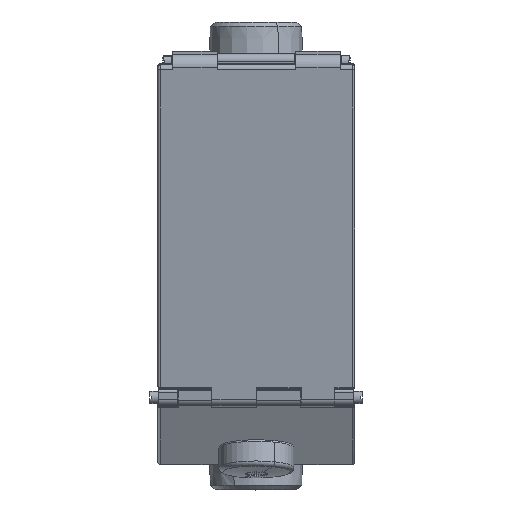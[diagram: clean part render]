
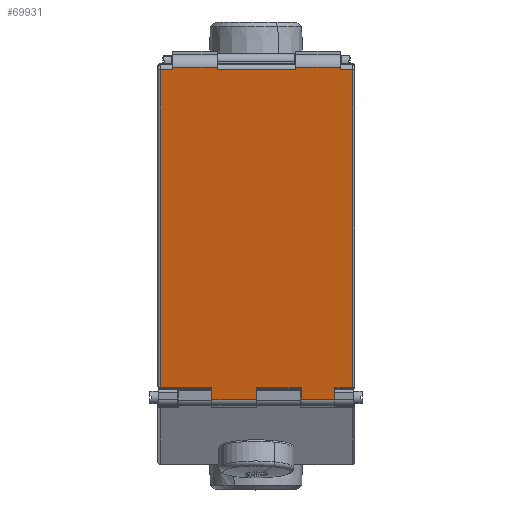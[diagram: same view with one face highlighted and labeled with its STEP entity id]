
A CAD part, top view. The second image highlights one B-rep face of the part: STEP entity #69931.
In plain terms, the highlighted planar face has unit normal (0, 0.174, -0.985).
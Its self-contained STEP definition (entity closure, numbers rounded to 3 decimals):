
#69747=CARTESIAN_POINT('Line Origine',(-27.3,83.84,253.55)) ;
#69751=CARTESIAN_POINT('Vertex',(-17.3,83.84,253.55)) ;
#69753=CARTESIAN_POINT('Vertex',(-37.3,83.84,253.55)) ;
#69773=CARTESIAN_POINT('Axis2P3D Location',(0.2,-56.232,228.852)) ;
#69778=CARTESIAN_POINT('Line Origine',(-31.25,-59.216,228.325)) ;
#69782=CARTESIAN_POINT('Vertex',(-42.8,-59.216,228.325)) ;
#69784=CARTESIAN_POINT('Vertex',(-19.7,-59.216,228.325)) ;
#69787=CARTESIAN_POINT('Line Origine',(-42.8,11.768,240.842)) ;
#69791=CARTESIAN_POINT('Vertex',(-42.8,82.752,253.358)) ;
#69794=CARTESIAN_POINT('Line Origine',(-40.05,82.752,253.358)) ;
#69798=CARTESIAN_POINT('Vertex',(-37.3,82.752,253.358)) ;
#69801=CARTESIAN_POINT('Line Origine',(-37.3,83.296,253.454)) ;
#69806=CARTESIAN_POINT('Line Origine',(-17.3,83.296,253.454)) ;
#69810=CARTESIAN_POINT('Vertex',(-17.3,82.752,253.358)) ;
#69813=CARTESIAN_POINT('Line Origine',(0.2,82.752,253.358)) ;
#69817=CARTESIAN_POINT('Vertex',(17.7,82.752,253.358)) ;
#69820=CARTESIAN_POINT('Line Origine',(17.7,83.296,253.454)) ;
#69824=CARTESIAN_POINT('Vertex',(17.7,83.84,253.55)) ;
#69827=CARTESIAN_POINT('Line Origine',(27.7,83.84,253.55)) ;
#69831=CARTESIAN_POINT('Vertex',(37.7,83.84,253.55)) ;
#69834=CARTESIAN_POINT('Line Origine',(37.7,83.296,253.454)) ;
#69838=CARTESIAN_POINT('Vertex',(37.7,82.752,253.358)) ;
#69841=CARTESIAN_POINT('Line Origine',(40.45,82.752,253.358)) ;
#69845=CARTESIAN_POINT('Vertex',(43.2,82.752,253.358)) ;
#69848=CARTESIAN_POINT('Line Origine',(43.2,11.768,240.842)) ;
#69852=CARTESIAN_POINT('Vertex',(43.2,-59.216,228.325)) ;
#69855=CARTESIAN_POINT('Line Origine',(39.2,-59.216,228.325)) ;
#69859=CARTESIAN_POINT('Vertex',(35.2,-59.216,228.325)) ;
#69862=CARTESIAN_POINT('Line Origine',(35.2,-61.92,227.849)) ;
#69866=CARTESIAN_POINT('Vertex',(35.2,-64.623,227.372)) ;
#69869=CARTESIAN_POINT('Line Origine',(27.7,-64.623,227.372)) ;
#69873=CARTESIAN_POINT('Vertex',(20.2,-64.623,227.372)) ;
#69876=CARTESIAN_POINT('Line Origine',(20.2,-61.92,227.849)) ;
#69880=CARTESIAN_POINT('Vertex',(20.2,-59.216,228.325)) ;
#69883=CARTESIAN_POINT('Line Origine',(10.2,-59.216,228.325)) ;
#69887=CARTESIAN_POINT('Vertex',(0.2,-59.216,228.325)) ;
#69890=CARTESIAN_POINT('Line Origine',(0.2,-61.92,227.849)) ;
#69894=CARTESIAN_POINT('Vertex',(0.2,-64.623,227.372)) ;
#69897=CARTESIAN_POINT('Line Origine',(-9.75,-64.623,227.372)) ;
#69901=CARTESIAN_POINT('Vertex',(-19.7,-64.623,227.372)) ;
#69904=CARTESIAN_POINT('Line Origine',(-19.7,-61.92,227.849)) ;
#69748=DIRECTION('Vector Direction',(-1.,0.,0.)) ;
#69774=DIRECTION('Axis2P3D Direction',(0.,-0.174,0.985)) ;
#69775=DIRECTION('Axis2P3D XDirection',(0.,0.985,0.174)) ;
#69779=DIRECTION('Vector Direction',(1.,0.,0.)) ;
#69788=DIRECTION('Vector Direction',(0.,-0.985,-0.174)) ;
#69795=DIRECTION('Vector Direction',(-1.,0.,0.)) ;
#69802=DIRECTION('Vector Direction',(0.,-0.985,-0.174)) ;
#69807=DIRECTION('Vector Direction',(0.,-0.985,-0.174)) ;
#69814=DIRECTION('Vector Direction',(-1.,0.,0.)) ;
#69821=DIRECTION('Vector Direction',(0.,-0.985,-0.174)) ;
#69828=DIRECTION('Vector Direction',(-1.,0.,0.)) ;
#69835=DIRECTION('Vector Direction',(0.,-0.985,-0.174)) ;
#69842=DIRECTION('Vector Direction',(-1.,0.,0.)) ;
#69849=DIRECTION('Vector Direction',(0.,0.985,0.174)) ;
#69856=DIRECTION('Vector Direction',(1.,0.,0.)) ;
#69863=DIRECTION('Vector Direction',(0.,0.985,0.174)) ;
#69870=DIRECTION('Vector Direction',(1.,0.,0.)) ;
#69877=DIRECTION('Vector Direction',(0.,-0.985,-0.174)) ;
#69884=DIRECTION('Vector Direction',(1.,0.,0.)) ;
#69891=DIRECTION('Vector Direction',(0.,0.985,0.174)) ;
#69898=DIRECTION('Vector Direction',(1.,0.,0.)) ;
#69905=DIRECTION('Vector Direction',(0.,-0.985,-0.174)) ;
#69776=AXIS2_PLACEMENT_3D('Plane Axis2P3D',#69773,#69774,#69775) ;
#69910=ORIENTED_EDGE('',*,*,#69786,.F.) ;
#69911=ORIENTED_EDGE('',*,*,#69793,.F.) ;
#69912=ORIENTED_EDGE('',*,*,#69800,.F.) ;
#69913=ORIENTED_EDGE('',*,*,#69805,.F.) ;
#69914=ORIENTED_EDGE('',*,*,#69755,.F.) ;
#69915=ORIENTED_EDGE('',*,*,#69812,.T.) ;
#69916=ORIENTED_EDGE('',*,*,#69819,.F.) ;
#69917=ORIENTED_EDGE('',*,*,#69826,.F.) ;
#69918=ORIENTED_EDGE('',*,*,#69833,.F.) ;
#69919=ORIENTED_EDGE('',*,*,#69840,.T.) ;
#69920=ORIENTED_EDGE('',*,*,#69847,.F.) ;
#69921=ORIENTED_EDGE('',*,*,#69854,.F.) ;
#69922=ORIENTED_EDGE('',*,*,#69861,.F.) ;
#69923=ORIENTED_EDGE('',*,*,#69868,.F.) ;
#69924=ORIENTED_EDGE('',*,*,#69875,.F.) ;
#69925=ORIENTED_EDGE('',*,*,#69882,.F.) ;
#69926=ORIENTED_EDGE('',*,*,#69889,.F.) ;
#69927=ORIENTED_EDGE('',*,*,#69896,.F.) ;
#69928=ORIENTED_EDGE('',*,*,#69903,.F.) ;
#69929=ORIENTED_EDGE('',*,*,#69908,.F.) ;
#69749=VECTOR('Line Direction',#69748,1.) ;
#69780=VECTOR('Line Direction',#69779,1.) ;
#69789=VECTOR('Line Direction',#69788,1.) ;
#69796=VECTOR('Line Direction',#69795,1.) ;
#69803=VECTOR('Line Direction',#69802,1.) ;
#69808=VECTOR('Line Direction',#69807,1.) ;
#69815=VECTOR('Line Direction',#69814,1.) ;
#69822=VECTOR('Line Direction',#69821,1.) ;
#69829=VECTOR('Line Direction',#69828,1.) ;
#69836=VECTOR('Line Direction',#69835,1.) ;
#69843=VECTOR('Line Direction',#69842,1.) ;
#69850=VECTOR('Line Direction',#69849,1.) ;
#69857=VECTOR('Line Direction',#69856,1.) ;
#69864=VECTOR('Line Direction',#69863,1.) ;
#69871=VECTOR('Line Direction',#69870,1.) ;
#69878=VECTOR('Line Direction',#69877,1.) ;
#69885=VECTOR('Line Direction',#69884,1.) ;
#69892=VECTOR('Line Direction',#69891,1.) ;
#69899=VECTOR('Line Direction',#69898,1.) ;
#69906=VECTOR('Line Direction',#69905,1.) ;
#69931=ADVANCED_FACE('Sheet.15',(#69930),#69777,.F.) ;
#69755=EDGE_CURVE('',#69752,#69754,#69750,.T.) ;
#69786=EDGE_CURVE('',#69783,#69785,#69781,.T.) ;
#69793=EDGE_CURVE('',#69792,#69783,#69790,.T.) ;
#69800=EDGE_CURVE('',#69799,#69792,#69797,.T.) ;
#69805=EDGE_CURVE('',#69754,#69799,#69804,.T.) ;
#69812=EDGE_CURVE('',#69752,#69811,#69809,.T.) ;
#69819=EDGE_CURVE('',#69818,#69811,#69816,.T.) ;
#69826=EDGE_CURVE('',#69825,#69818,#69823,.T.) ;
#69833=EDGE_CURVE('',#69832,#69825,#69830,.T.) ;
#69840=EDGE_CURVE('',#69832,#69839,#69837,.T.) ;
#69847=EDGE_CURVE('',#69846,#69839,#69844,.T.) ;
#69854=EDGE_CURVE('',#69853,#69846,#69851,.T.) ;
#69861=EDGE_CURVE('',#69860,#69853,#69858,.T.) ;
#69868=EDGE_CURVE('',#69867,#69860,#69865,.T.) ;
#69875=EDGE_CURVE('',#69874,#69867,#69872,.T.) ;
#69882=EDGE_CURVE('',#69881,#69874,#69879,.T.) ;
#69889=EDGE_CURVE('',#69888,#69881,#69886,.T.) ;
#69896=EDGE_CURVE('',#69895,#69888,#69893,.T.) ;
#69903=EDGE_CURVE('',#69902,#69895,#69900,.T.) ;
#69908=EDGE_CURVE('',#69785,#69902,#69907,.T.) ;
#69909=EDGE_LOOP('',(#69910,#69911,#69912,#69913,#69914,#69915,#69916,#69917,#69918,#69919,#69920,#69921,#69922,#69923,#69924,#69925,#69926,#69927,#69928,#69929)) ;
#69930=FACE_OUTER_BOUND('',#69909,.T.) ;
#69750=LINE('Line',#69747,#69749) ;
#69781=LINE('Line',#69778,#69780) ;
#69790=LINE('Line',#69787,#69789) ;
#69797=LINE('Line',#69794,#69796) ;
#69804=LINE('Line',#69801,#69803) ;
#69809=LINE('Line',#69806,#69808) ;
#69816=LINE('Line',#69813,#69815) ;
#69823=LINE('Line',#69820,#69822) ;
#69830=LINE('Line',#69827,#69829) ;
#69837=LINE('Line',#69834,#69836) ;
#69844=LINE('Line',#69841,#69843) ;
#69851=LINE('Line',#69848,#69850) ;
#69858=LINE('Line',#69855,#69857) ;
#69865=LINE('Line',#69862,#69864) ;
#69872=LINE('Line',#69869,#69871) ;
#69879=LINE('Line',#69876,#69878) ;
#69886=LINE('Line',#69883,#69885) ;
#69893=LINE('Line',#69890,#69892) ;
#69900=LINE('Line',#69897,#69899) ;
#69907=LINE('Line',#69904,#69906) ;
#69777=PLANE('',#69776) ;
#69752=VERTEX_POINT('',#69751) ;
#69754=VERTEX_POINT('',#69753) ;
#69783=VERTEX_POINT('',#69782) ;
#69785=VERTEX_POINT('',#69784) ;
#69792=VERTEX_POINT('',#69791) ;
#69799=VERTEX_POINT('',#69798) ;
#69811=VERTEX_POINT('',#69810) ;
#69818=VERTEX_POINT('',#69817) ;
#69825=VERTEX_POINT('',#69824) ;
#69832=VERTEX_POINT('',#69831) ;
#69839=VERTEX_POINT('',#69838) ;
#69846=VERTEX_POINT('',#69845) ;
#69853=VERTEX_POINT('',#69852) ;
#69860=VERTEX_POINT('',#69859) ;
#69867=VERTEX_POINT('',#69866) ;
#69874=VERTEX_POINT('',#69873) ;
#69881=VERTEX_POINT('',#69880) ;
#69888=VERTEX_POINT('',#69887) ;
#69895=VERTEX_POINT('',#69894) ;
#69902=VERTEX_POINT('',#69901) ;
